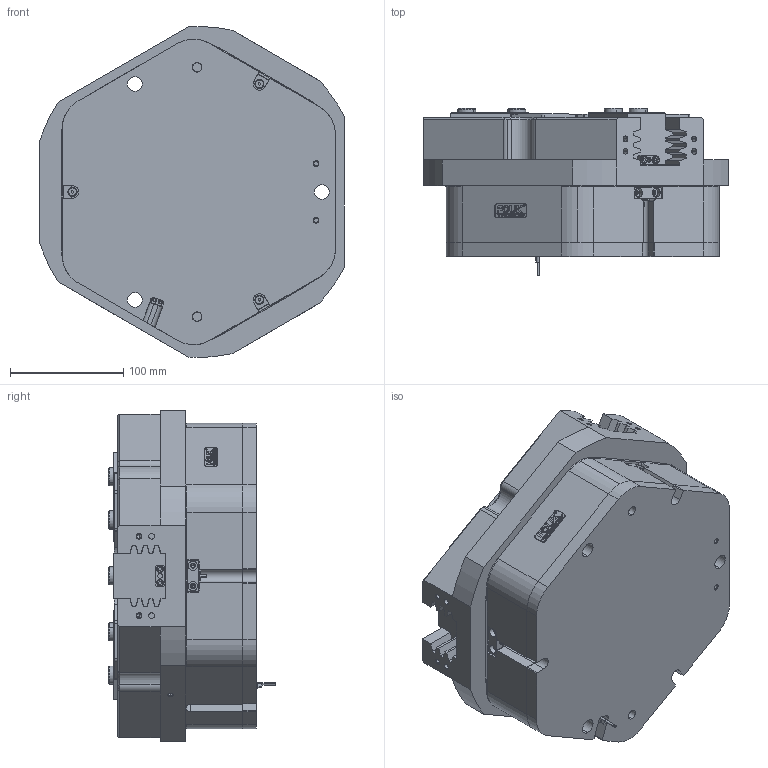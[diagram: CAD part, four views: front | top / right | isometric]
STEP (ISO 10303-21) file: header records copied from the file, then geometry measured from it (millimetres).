
FILE_DESCRIPTION (( 'STEP AP203' ), '1' );
FILE_NAME ('FZ185-292.STEP', '2024-12-20T07:36:07', ( 'USER-' ), ( 'Microsoft' ), 'SwSTEP 2.0', 'SolidWorks 2018', '' );
FILE_SCHEMA (( 'CONFIG_CONTROL_DESIGN' ));
Length unit declared in the file: millimetre
Products named in the file (11): TZT185-292-M-05 菁裔啣; TZT185-292-M-02 賑輸; M8-30諉輪羲壽; 昹親棠覜羲壽; TR300-15-1晚假蚾輸; 32x12-R2; TZT185-292-M-06 笢猾啣; 湮酴; ﾏ擎ﾗ16｡ﾁ12｡ﾁ8; TZT185-292-M-01 褲极; FZ185-292
Assembly tree (24 placements, depth 2):
  FZ185-292
    TZT185-292-M-01 褲极
    TZT185-292-M-02 賑輸  x3
    TR300-15-1晚假蚾輸  x3
    湮酴  x3
    TZT185-292-M-06 笢猾啣
    TZT185-292-M-05 菁裔啣
    32x12-R2
    M8-30諉輪羲壽  x3
    昹親棠覜羲壽  x2
    ﾏ擎ﾗ16｡ﾁ12｡ﾁ8  x6
Bounding box: 269 x 147.37 x 291.9 mm (x, y, z)
Volume: 6148483.8 mm3; surface area: 543567.9 mm2
Topology: 24 solids, 24 shells, 1748 faces, 4530 edges, 2884 vertices
Faces by surface type: plane 877, cylinder 494, cone 199, bspline 166, torus 12
Entity records: 47013 total; most frequent: CARTESIAN_POINT 14051, ORIENTED_EDGE 6756, DIRECTION 6132, EDGE_CURVE 3378, LINE 2204, VECTOR 2204, VERTEX_POINT 2182, AXIS2_PLACEMENT_3D 1964
